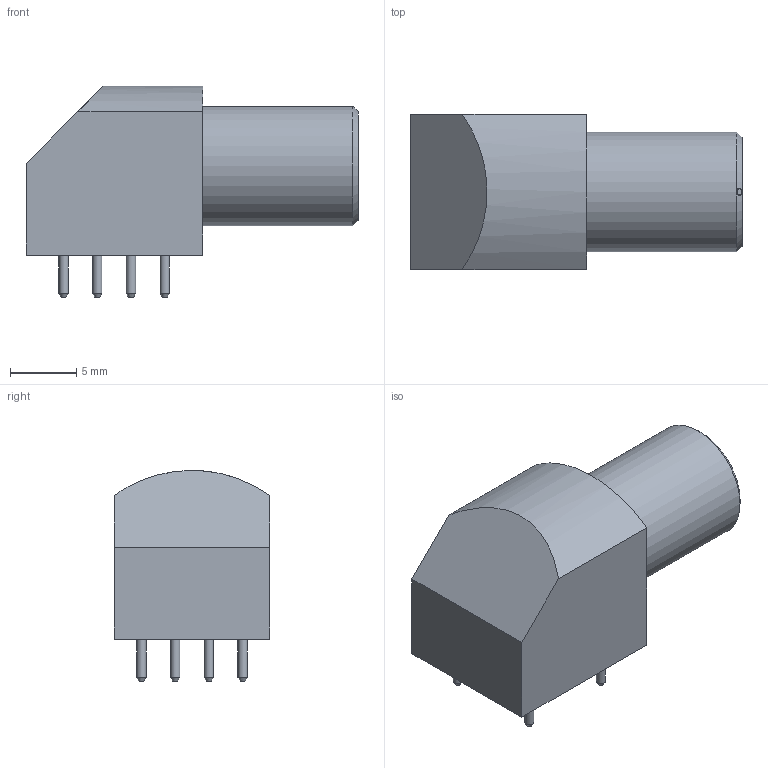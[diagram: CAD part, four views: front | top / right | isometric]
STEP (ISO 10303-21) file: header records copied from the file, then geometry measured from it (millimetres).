
FILE_DESCRIPTION(/* description */ ('STEP AP214','CAx-IF Rec.Pracs.---Representation and Presentation of Product Manufacturing Information (PMI)---4.0---2014-10-13'),/* implementation_level */ '2;1');
FILE_NAME(/* name */ 'EXG.0B.304.HLN.stp',/* time_stamp */ '2025-09-10T11:37:23+10:00',/* author */ ('User'),/* organization */ ('TraceParts S.A.'),/* preprocessor_version */ 'ST-DEVELOPER v19.2',/* originating_system */ 'Autodesk Inventor 2024',/* authorisation */ ' ');
FILE_SCHEMA (('AP242_MANAGED_MODEL_BASED_3D_ENGINEERING_MIM_LF { 1 0 10303 442 1 1 4 }'));
Length unit declared in the file: millimetre
Products named in the file (1): EXG.0B.304.HLN
Bounding box: 25 x 11.7 x 15.9 mm (x, y, z)
Volume: 2239.3 mm3; surface area: 1690.5 mm2
Topology: 1 solids, 1 shells, 73 faces, 160 edges, 104 vertices
Faces by surface type: plane 25, cylinder 21, cone 17, torus 10
Full cylindrical faces by diameter (mm): 0.5 x1, 0.7 x8, 0.8 x4, 1.1 x4, 5 x1, 8.98 x1
Entity records: 2291 total; most frequent: DIRECTION 416, CARTESIAN_POINT 407, ORIENTED_EDGE 312, AXIS2_PLACEMENT_3D 178, EDGE_CURVE 156, VERTEX_POINT 104, EDGE_LOOP 92, CIRCLE 90
